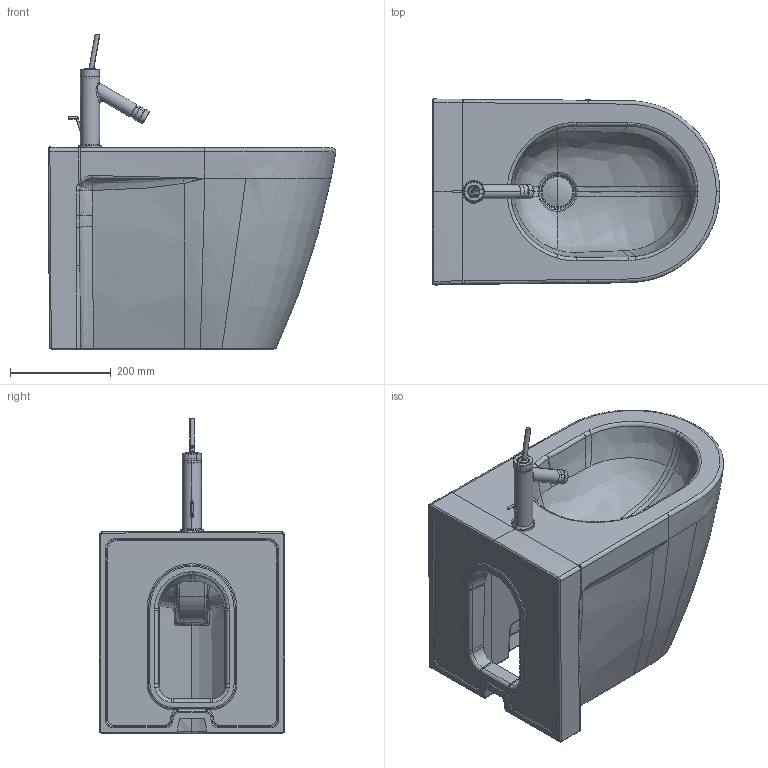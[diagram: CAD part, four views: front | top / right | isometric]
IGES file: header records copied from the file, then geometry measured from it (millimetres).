
Global section: file name: No Iges File Name specified; native system: Autodesk Inventor 2011; preprocessor: AutoDesk Inventor Iges Exporter R2011; author: Administrator; date: 20110529.124402; units: millimetre
Bounding box: 570 x 367.94 x 625.5 mm (x, y, z)
Volume: 34908177.3 mm3; surface area: 1435951.9 mm2
Topology: 11 solids, 11 shells, 1084 faces, 2834 edges, 1743 vertices
Faces by surface type: bspline 381, plane 251, revolution 228, cylinder 153, torus 58, cone 9, sphere 4
